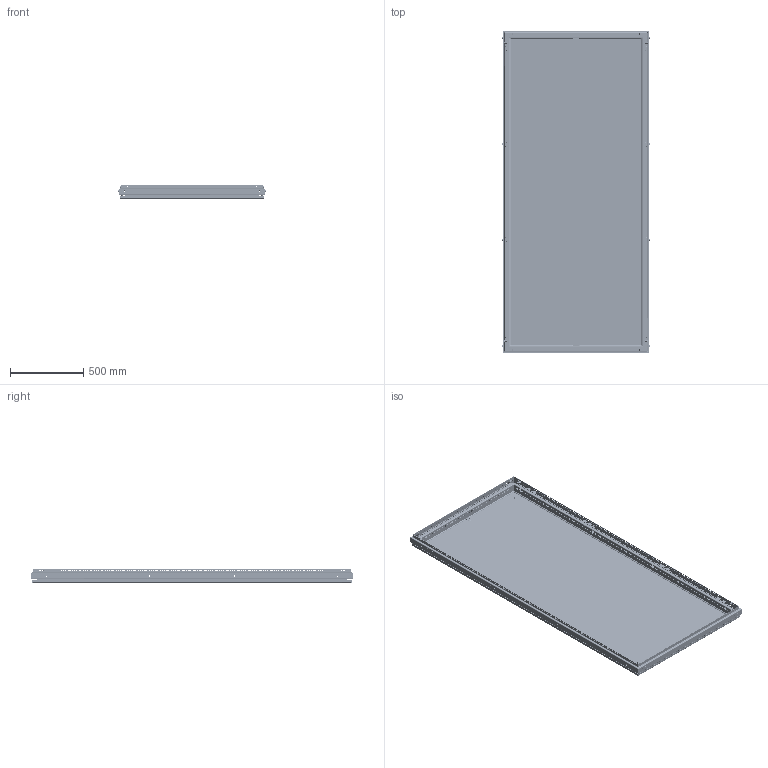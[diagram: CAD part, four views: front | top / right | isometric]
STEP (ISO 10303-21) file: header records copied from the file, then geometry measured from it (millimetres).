
FILE_DESCRIPTION (( 'STEP AP214' ), '1' );
FILE_NAME ('Ñâàðíàÿ ðàìà ñ çàäíåé ïàíåëüþ W1000H2200.STEP', '2024-08-14T06:21:53', ( '' ), ( '' ), 'SwSTEP 2.0', 'SolidWorks 2021', '' );
FILE_SCHEMA (( 'AUTOMOTIVE_DESIGN' ));
Length unit declared in the file: millimetre
Products named in the file (21): Êðåïëåíèå çàäíåé ïàíåëè; Çàêëåïêà ðåçüáîâàÿ Ì8 øåñòèãðàííàÿ ñ óìåíüøåííûì áîðòîì; Áîêîâîé ïðîôèëü2 H2200; Çàäíÿÿ ïàíåëü ÑÁ W1000H2200; Âèíò Ì6õ16 ìåáåëüíûé; Ãîðèçîíòàëüíûé ïðîôèëü2 W1000; 600.000; 603.000; Áîáûøêà; Ãîðèçîíòàëüíûé ïðîôèëü W1000; Ñâàðíàÿ ðàìà W1000H2200; Áîêîâîé ïðîôèëü H2200; Çàêëåïêà ðåçüáîâàÿ Ì6 øåñòèãðàííàÿ ñ óìåíüøåííûì áîðòîì; Ãàñêåòèíã çàäíåé ïàíåëè W1000H2200; Ñâàðíàÿ ðàìà ñ çàäíåé ïàíåëüþ W1000H2200; Çàäíÿÿ ïàíåëü W1000H2200; Ãàéêà êëåòüåâàÿ DIN 88109-Ì6-(1,7-2,5)-Zn ; Ãîðèçîíòàëüíûé ïðîôèëü1 W1000; Áîêîâîé ïðîôèëü1 H2200; Øïèëüêà ïðèâàðíàÿ Ì6õ16; Âèíò Ì5õ10 ñ ïîëóêð. ãîëîâêîé
Assembly tree (102 placements, depth 4):
  Ñâàðíàÿ ðàìà ñ çàäíåé ïàíåëüþ W1000H2200
    Ñâàðíàÿ ðàìà W1000H2200
      Ãîðèçîíòàëüíûé ïðîôèëü W1000  x2
        Ãîðèçîíòàëüíûé ïðîôèëü1 W1000
        Ãîðèçîíòàëüíûé ïðîôèëü2 W1000
        600.000
        Áîáûøêà
      Áîêîâîé ïðîôèëü H2200  x2
        Áîêîâîé ïðîôèëü1 H2200
        Áîêîâîé ïðîôèëü2 H2200
      Çàêëåïêà ðåçüáîâàÿ Ì8 øåñòèãðàííàÿ ñ óìåíüøåííûì áîðòîì  x8
      Çàêëåïêà ðåçüáîâàÿ Ì6 øåñòèãðàííàÿ ñ óìåíüøåííûì áîðòîì  x26
    Çàäíÿÿ ïàíåëü ÑÁ W1000H2200
      Çàäíÿÿ ïàíåëü W1000H2200
      Ãàñêåòèíã çàäíåé ïàíåëè W1000H2200
      Øïèëüêà ïðèâàðíàÿ Ì6õ16  x2
    Êðåïëåíèå çàäíåé ïàíåëè  x8
    603.000  x2
    Çàêëåïêà ðåçüáîâàÿ Ì6 øåñòèãðàííàÿ ñ óìåíüøåííûì áîðòîì  x2
    Âèíò Ì6õ16 ìåáåëüíûé  x26
    Ãàéêà êëåòüåâàÿ DIN 88109-Ì6-(1,7-2,5)-Zn   x8
    Âèíò Ì5õ10 ñ ïîëóêð. ãîëîâêîé  x4
Bounding box: 1001.2 x 2196 x 91.2 mm (x, y, z)
Volume: 6587497.2 mm3; surface area: 7673640.8 mm2
Topology: 104 solids, 104 shells, 10043 faces, 26951 edges, 17172 vertices
Faces by surface type: plane 5467, cylinder 3714, cone 516, bspline 282, torus 56, sphere 8
Entity records: 107494 total; most frequent: CARTESIAN_POINT 27756, ORIENTED_EDGE 16370, DIRECTION 15542, EDGE_CURVE 8185, VECTOR 6100, LINE 6100, VERTEX_POINT 5333, AXIS2_PLACEMENT_3D 4721
